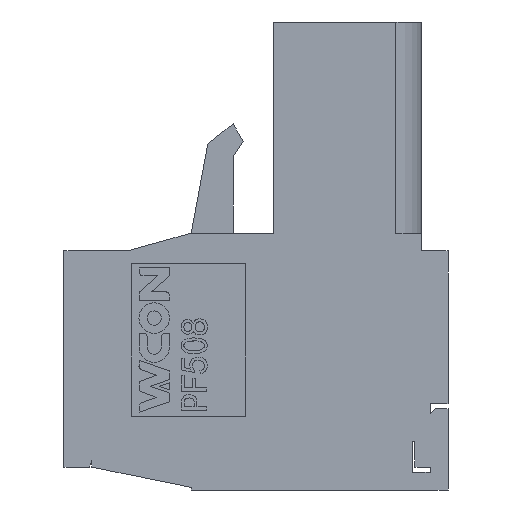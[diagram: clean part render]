
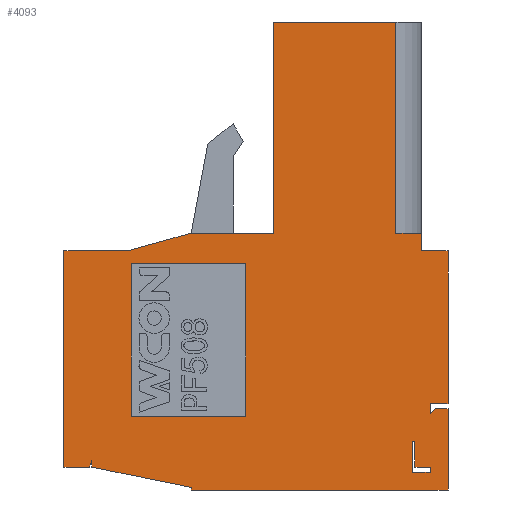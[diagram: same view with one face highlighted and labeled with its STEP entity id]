
A CAD part, left-side view. The second image highlights one B-rep face of the part: STEP entity #4093.
In plain terms, the highlighted planar face has unit normal (-1, 0, 0).
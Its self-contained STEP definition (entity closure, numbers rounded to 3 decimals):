
#3826=CARTESIAN_POINT('',(-24.929,-3.239,0.));
#3827=DIRECTION('',(0.,0.,-1.));
#3828=DIRECTION('',(-1.,-0.,-0.));
#3829=AXIS2_PLACEMENT_3D('',#3826,#3828,#3827);
#3830=PLANE('',#3829);
#3831=CARTESIAN_POINT('',(-24.929,9.864,-4.367));
#3832=VERTEX_POINT('',#3831);
#3833=CARTESIAN_POINT('',(-24.929,9.864,-4.613));
#3834=VERTEX_POINT('',#3833);
#3835=CARTESIAN_POINT('',(-24.929,9.864,-4.367));
#3836=DIRECTION('',(0.,0.,-1.));
#3837=VECTOR('',#3836,0.245);
#3838=LINE('',#3835,#3837);
#3839=EDGE_CURVE('',#3832,#3834,#3838,.T.);
#3840=ORIENTED_EDGE('',*,*,#3839,.T.);
#3841=CARTESIAN_POINT('',(-24.929,6.036,-5.398));
#3842=VERTEX_POINT('',#3841);
#3843=CARTESIAN_POINT('',(-24.929,9.864,-4.613));
#3844=DIRECTION('',(0.,-0.98,-0.201));
#3845=VECTOR('',#3844,3.907);
#3846=LINE('',#3843,#3845);
#3847=EDGE_CURVE('',#3834,#3842,#3846,.T.);
#3848=ORIENTED_EDGE('',*,*,#3847,.T.);
#3849=CARTESIAN_POINT('',(-24.929,6.036,-5.496));
#3850=VERTEX_POINT('',#3849);
#3851=CARTESIAN_POINT('',(-24.929,6.036,-5.398));
#3852=DIRECTION('',(0.,0.,-1.));
#3853=VECTOR('',#3852,0.098);
#3854=LINE('',#3851,#3853);
#3855=EDGE_CURVE('',#3842,#3850,#3854,.T.);
#3856=ORIENTED_EDGE('',*,*,#3855,.T.);
#3857=CARTESIAN_POINT('',(-24.929,-3.877,-5.496));
#3858=VERTEX_POINT('',#3857);
#3859=CARTESIAN_POINT('',(-24.929,6.036,-5.496));
#3860=DIRECTION('',(0.,-1.,0.));
#3861=VECTOR('',#3860,9.913);
#3862=LINE('',#3859,#3861);
#3863=EDGE_CURVE('',#3850,#3858,#3862,.T.);
#3864=ORIENTED_EDGE('',*,*,#3863,.T.);
#3865=CARTESIAN_POINT('',(-24.929,-3.877,-2.355));
#3866=VERTEX_POINT('',#3865);
#3867=CARTESIAN_POINT('',(-24.929,-3.877,-5.496));
#3868=DIRECTION('',(0.,0.,1.));
#3869=VECTOR('',#3868,3.141);
#3870=LINE('',#3867,#3869);
#3871=EDGE_CURVE('',#3858,#3866,#3870,.T.);
#3872=ORIENTED_EDGE('',*,*,#3871,.T.);
#3873=CARTESIAN_POINT('',(-24.929,-3.386,-2.355));
#3874=VERTEX_POINT('',#3873);
#3875=CARTESIAN_POINT('',(-24.929,-3.877,-2.355));
#3876=DIRECTION('',(0.,1.,0.));
#3877=VECTOR('',#3876,0.491);
#3878=LINE('',#3875,#3877);
#3879=EDGE_CURVE('',#3866,#3874,#3878,.T.);
#3880=ORIENTED_EDGE('',*,*,#3879,.T.);
#3881=CARTESIAN_POINT('',(-24.929,-3.19,-2.552));
#3882=VERTEX_POINT('',#3881);
#3883=CARTESIAN_POINT('',(-24.929,-3.386,-2.355));
#3884=DIRECTION('',(0.,0.707,-0.707));
#3885=VECTOR('',#3884,0.278);
#3886=LINE('',#3883,#3885);
#3887=EDGE_CURVE('',#3874,#3882,#3886,.T.);
#3888=ORIENTED_EDGE('',*,*,#3887,.T.);
#3889=CARTESIAN_POINT('',(-24.929,-3.19,-2.159));
#3890=VERTEX_POINT('',#3889);
#3891=CARTESIAN_POINT('',(-24.929,-3.19,-2.552));
#3892=DIRECTION('',(0.,0.,1.));
#3893=VECTOR('',#3892,0.393);
#3894=LINE('',#3891,#3893);
#3895=EDGE_CURVE('',#3882,#3890,#3894,.T.);
#3896=ORIENTED_EDGE('',*,*,#3895,.T.);
#3897=CARTESIAN_POINT('',(-24.929,-3.877,-2.159));
#3898=VERTEX_POINT('',#3897);
#3899=CARTESIAN_POINT('',(-24.929,-3.19,-2.159));
#3900=DIRECTION('',(0.,-1.,0.));
#3901=VECTOR('',#3900,0.687);
#3902=LINE('',#3899,#3901);
#3903=EDGE_CURVE('',#3890,#3898,#3902,.T.);
#3904=ORIENTED_EDGE('',*,*,#3903,.T.);
#3905=CARTESIAN_POINT('',(-24.929,-3.877,3.73));
#3906=VERTEX_POINT('',#3905);
#3907=CARTESIAN_POINT('',(-24.929,-3.877,-2.159));
#3908=DIRECTION('',(0.,0.,1.));
#3909=VECTOR('',#3908,5.889);
#3910=LINE('',#3907,#3909);
#3911=EDGE_CURVE('',#3898,#3906,#3910,.T.);
#3912=ORIENTED_EDGE('',*,*,#3911,.T.);
#3913=CARTESIAN_POINT('',(-24.929,-2.846,3.73));
#3914=VERTEX_POINT('',#3913);
#3915=CARTESIAN_POINT('',(-24.929,-3.877,3.73));
#3916=DIRECTION('',(0.,1.,0.));
#3917=VECTOR('',#3916,1.031);
#3918=LINE('',#3915,#3917);
#3919=EDGE_CURVE('',#3906,#3914,#3918,.T.);
#3920=ORIENTED_EDGE('',*,*,#3919,.T.);
#3921=CARTESIAN_POINT('',(-24.929,-2.846,4.417));
#3922=VERTEX_POINT('',#3921);
#3923=CARTESIAN_POINT('',(-24.929,-2.846,3.73));
#3924=DIRECTION('',(0.,0.,1.));
#3925=VECTOR('',#3924,0.687);
#3926=LINE('',#3923,#3925);
#3927=EDGE_CURVE('',#3914,#3922,#3926,.T.);
#3928=ORIENTED_EDGE('',*,*,#3927,.T.);
#3929=CARTESIAN_POINT('',(-24.929,-1.865,4.417));
#3930=VERTEX_POINT('',#3929);
#3931=CARTESIAN_POINT('',(-24.929,-2.846,4.417));
#3932=DIRECTION('',(0.,1.,0.));
#3933=VECTOR('',#3932,0.981);
#3934=LINE('',#3931,#3933);
#3935=EDGE_CURVE('',#3922,#3930,#3934,.T.);
#3936=ORIENTED_EDGE('',*,*,#3935,.T.);
#3937=CARTESIAN_POINT('',(-24.929,-1.865,12.563));
#3938=VERTEX_POINT('',#3937);
#3939=CARTESIAN_POINT('',(-24.929,-1.865,4.417));
#3940=DIRECTION('',(0.,0.,1.));
#3941=VECTOR('',#3940,8.146);
#3942=LINE('',#3939,#3941);
#3943=EDGE_CURVE('',#3930,#3938,#3942,.T.);
#3944=ORIENTED_EDGE('',*,*,#3943,.T.);
#3945=CARTESIAN_POINT('',(-24.929,2.846,12.563));
#3946=VERTEX_POINT('',#3945);
#3947=CARTESIAN_POINT('',(-24.929,-1.865,12.563));
#3948=DIRECTION('',(0.,1.,0.));
#3949=VECTOR('',#3948,4.711);
#3950=LINE('',#3947,#3949);
#3951=EDGE_CURVE('',#3938,#3946,#3950,.T.);
#3952=ORIENTED_EDGE('',*,*,#3951,.T.);
#3953=CARTESIAN_POINT('',(-24.929,2.846,4.417));
#3954=VERTEX_POINT('',#3953);
#3955=CARTESIAN_POINT('',(-24.929,2.846,12.563));
#3956=DIRECTION('',(0.,0.,-1.));
#3957=VECTOR('',#3956,8.146);
#3958=LINE('',#3955,#3957);
#3959=EDGE_CURVE('',#3946,#3954,#3958,.T.);
#3960=ORIENTED_EDGE('',*,*,#3959,.T.);
#3961=CARTESIAN_POINT('',(-24.929,6.036,4.417));
#3962=VERTEX_POINT('',#3961);
#3963=CARTESIAN_POINT('',(-24.929,2.846,4.417));
#3964=DIRECTION('',(0.,1.,0.));
#3965=VECTOR('',#3964,3.19);
#3966=LINE('',#3963,#3965);
#3967=EDGE_CURVE('',#3954,#3962,#3966,.T.);
#3968=ORIENTED_EDGE('',*,*,#3967,.T.);
#3969=CARTESIAN_POINT('',(-24.929,8.49,3.73));
#3970=VERTEX_POINT('',#3969);
#3971=CARTESIAN_POINT('',(-24.929,6.036,4.417));
#3972=DIRECTION('',(0.,0.963,-0.27));
#3973=VECTOR('',#3972,2.548);
#3974=LINE('',#3971,#3973);
#3975=EDGE_CURVE('',#3962,#3970,#3974,.T.);
#3976=ORIENTED_EDGE('',*,*,#3975,.T.);
#3977=CARTESIAN_POINT('',(-24.929,10.943,3.73));
#3978=VERTEX_POINT('',#3977);
#3979=CARTESIAN_POINT('',(-24.929,8.49,3.73));
#3980=DIRECTION('',(0.,1.,0.));
#3981=VECTOR('',#3980,2.454);
#3982=LINE('',#3979,#3981);
#3983=EDGE_CURVE('',#3970,#3978,#3982,.T.);
#3984=ORIENTED_EDGE('',*,*,#3983,.T.);
#3985=CARTESIAN_POINT('',(-24.929,10.943,-4.613));
#3986=VERTEX_POINT('',#3985);
#3987=CARTESIAN_POINT('',(-24.929,10.943,3.73));
#3988=DIRECTION('',(0.,0.,-1.));
#3989=VECTOR('',#3988,8.342);
#3990=LINE('',#3987,#3989);
#3991=EDGE_CURVE('',#3978,#3986,#3990,.T.);
#3992=ORIENTED_EDGE('',*,*,#3991,.T.);
#3993=CARTESIAN_POINT('',(-24.929,9.962,-4.613));
#3994=VERTEX_POINT('',#3993);
#3995=CARTESIAN_POINT('',(-24.929,10.943,-4.613));
#3996=DIRECTION('',(0.,-1.,0.));
#3997=VECTOR('',#3996,0.981);
#3998=LINE('',#3995,#3997);
#3999=EDGE_CURVE('',#3986,#3994,#3998,.T.);
#4000=ORIENTED_EDGE('',*,*,#3999,.T.);
#4001=CARTESIAN_POINT('',(-24.929,9.962,-4.613));
#4002=DIRECTION('',(0.,-0.371,0.928));
#4003=VECTOR('',#4002,0.264);
#4004=LINE('',#4001,#4003);
#4005=EDGE_CURVE('',#3994,#3832,#4004,.T.);
#4006=ORIENTED_EDGE('',*,*,#4005,.T.);
#4007=EDGE_LOOP('',(#3840,#3848,#3856,#3864,#3872,#3880,#3888,#3896,#3904,#3912,#3920,#3928,#3936,#3944,#3952,#3960,#3968,#3976,#3984,#3992,#4000,#4006));
#4008=FACE_OUTER_BOUND('',#4007,.T.);
#4009=CARTESIAN_POINT('',(-24.929,-2.503,-3.631));
#4010=VERTEX_POINT('',#4009);
#4011=CARTESIAN_POINT('',(-24.929,-2.601,-3.631));
#4012=VERTEX_POINT('',#4011);
#4013=CARTESIAN_POINT('',(-24.929,-2.503,-3.631));
#4014=DIRECTION('',(0.,-1.,0.));
#4015=VECTOR('',#4014,0.098);
#4016=LINE('',#4013,#4015);
#4017=EDGE_CURVE('',#4010,#4012,#4016,.T.);
#4018=ORIENTED_EDGE('',*,*,#4017,.T.);
#4019=CARTESIAN_POINT('',(-24.929,-2.601,-4.613));
#4020=VERTEX_POINT('',#4019);
#4021=CARTESIAN_POINT('',(-24.929,-2.601,-3.631));
#4022=DIRECTION('',(0.,0.,-1.));
#4023=VECTOR('',#4022,0.981);
#4024=LINE('',#4021,#4023);
#4025=EDGE_CURVE('',#4012,#4020,#4024,.T.);
#4026=ORIENTED_EDGE('',*,*,#4025,.T.);
#4027=CARTESIAN_POINT('',(-24.929,-3.19,-4.613));
#4028=VERTEX_POINT('',#4027);
#4029=CARTESIAN_POINT('',(-24.929,-2.601,-4.613));
#4030=DIRECTION('',(0.,-1.,0.));
#4031=VECTOR('',#4030,0.589);
#4032=LINE('',#4029,#4031);
#4033=EDGE_CURVE('',#4020,#4028,#4032,.T.);
#4034=ORIENTED_EDGE('',*,*,#4033,.T.);
#4035=CARTESIAN_POINT('',(-24.929,-3.19,-4.809));
#4036=VERTEX_POINT('',#4035);
#4037=CARTESIAN_POINT('',(-24.929,-3.19,-4.613));
#4038=DIRECTION('',(0.,0.,-1.));
#4039=VECTOR('',#4038,0.196);
#4040=LINE('',#4037,#4039);
#4041=EDGE_CURVE('',#4028,#4036,#4040,.T.);
#4042=ORIENTED_EDGE('',*,*,#4041,.T.);
#4043=CARTESIAN_POINT('',(-24.929,-2.503,-4.809));
#4044=VERTEX_POINT('',#4043);
#4045=CARTESIAN_POINT('',(-24.929,-3.19,-4.809));
#4046=DIRECTION('',(0.,1.,0.));
#4047=VECTOR('',#4046,0.687);
#4048=LINE('',#4045,#4047);
#4049=EDGE_CURVE('',#4036,#4044,#4048,.T.);
#4050=ORIENTED_EDGE('',*,*,#4049,.T.);
#4051=CARTESIAN_POINT('',(-24.929,-2.503,-4.809));
#4052=DIRECTION('',(0.,0.,1.));
#4053=VECTOR('',#4052,1.178);
#4054=LINE('',#4051,#4053);
#4055=EDGE_CURVE('',#4044,#4010,#4054,.T.);
#4056=ORIENTED_EDGE('',*,*,#4055,.T.);
#4057=EDGE_LOOP('',(#4018,#4026,#4034,#4042,#4050,#4056));
#4058=FACE_BOUND('',#4057,.T.);
#4059=CARTESIAN_POINT('',(-24.929,8.342,3.239));
#4060=VERTEX_POINT('',#4059);
#4061=CARTESIAN_POINT('',(-24.929,3.926,3.239));
#4062=VERTEX_POINT('',#4061);
#4063=CARTESIAN_POINT('',(-24.929,8.342,3.239));
#4064=DIRECTION('',(0.,-1.,0.));
#4065=VECTOR('',#4064,4.417);
#4066=LINE('',#4063,#4065);
#4067=EDGE_CURVE('',#4060,#4062,#4066,.T.);
#4068=ORIENTED_EDGE('',*,*,#4067,.T.);
#4069=CARTESIAN_POINT('',(-24.929,3.926,-2.65));
#4070=VERTEX_POINT('',#4069);
#4071=CARTESIAN_POINT('',(-24.929,3.926,3.239));
#4072=DIRECTION('',(0.,0.,-1.));
#4073=VECTOR('',#4072,5.889);
#4074=LINE('',#4071,#4073);
#4075=EDGE_CURVE('',#4062,#4070,#4074,.T.);
#4076=ORIENTED_EDGE('',*,*,#4075,.T.);
#4077=CARTESIAN_POINT('',(-24.929,8.342,-2.65));
#4078=VERTEX_POINT('',#4077);
#4079=CARTESIAN_POINT('',(-24.929,3.926,-2.65));
#4080=DIRECTION('',(0.,1.,0.));
#4081=VECTOR('',#4080,4.417);
#4082=LINE('',#4079,#4081);
#4083=EDGE_CURVE('',#4070,#4078,#4082,.T.);
#4084=ORIENTED_EDGE('',*,*,#4083,.T.);
#4085=CARTESIAN_POINT('',(-24.929,8.342,-2.65));
#4086=DIRECTION('',(0.,0.,1.));
#4087=VECTOR('',#4086,5.889);
#4088=LINE('',#4085,#4087);
#4089=EDGE_CURVE('',#4078,#4060,#4088,.T.);
#4090=ORIENTED_EDGE('',*,*,#4089,.T.);
#4091=EDGE_LOOP('',(#4068,#4076,#4084,#4090));
#4092=FACE_BOUND('',#4091,.T.);
#4093=ADVANCED_FACE('',(#4008,#4058,#4092),#3830,.T.);
